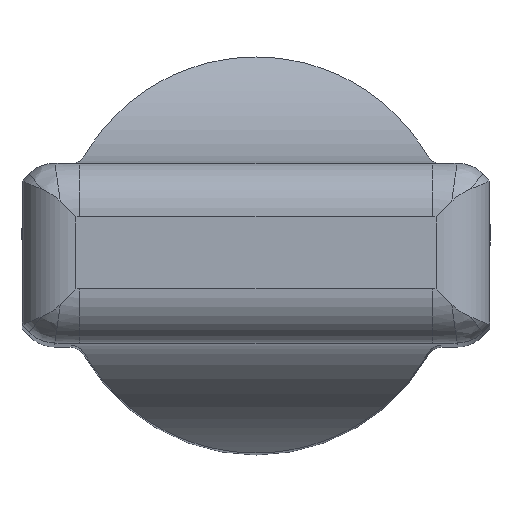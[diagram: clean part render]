
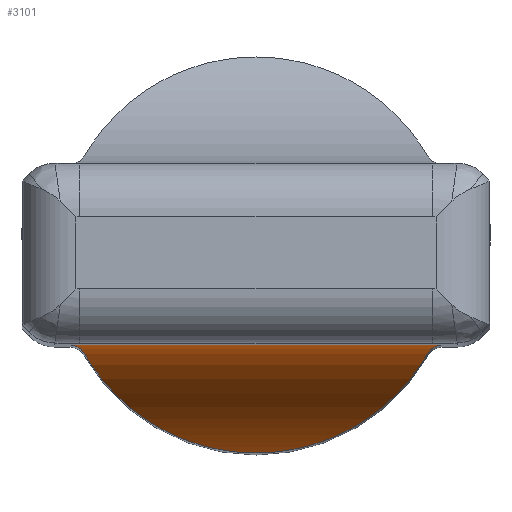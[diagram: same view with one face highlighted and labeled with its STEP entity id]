
A CAD part, top view. The second image highlights one B-rep face of the part: STEP entity #3101.
In plain terms, the highlighted cylindrical face has radius 7.5 mm (diameter 15 mm), a partial arc.
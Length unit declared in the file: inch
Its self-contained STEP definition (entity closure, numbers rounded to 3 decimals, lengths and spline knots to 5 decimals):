
#2987=CARTESIAN_POINT('Vertex',(0.18753,-0.10827,0.16062)) ;
#2991=CARTESIAN_POINT('Control Point',(0.18753,-0.10827,0.16062)) ;
#2992=CARTESIAN_POINT('Control Point',(0.18398,-0.11441,0.13743)) ;
#2993=CARTESIAN_POINT('Control Point',(0.17877,-0.12284,0.1151)) ;
#2994=CARTESIAN_POINT('Control Point',(0.17154,-0.13335,0.09411)) ;
#2995=CARTESIAN_POINT('Control Point',(0.1564,-0.15144,0.0656)) ;
#2996=CARTESIAN_POINT('Control Point',(0.13448,-0.17014,0.04296)) ;
#2997=CARTESIAN_POINT('Control Point',(0.12634,-0.17633,0.03609)) ;
#2998=CARTESIAN_POINT('Control Point',(0.10053,-0.19351,0.01836)) ;
#2999=CARTESIAN_POINT('Control Point',(0.06907,-0.20712,0.00703)) ;
#3000=CARTESIAN_POINT('Control Point',(0.04662,-0.2134,0.00235)) ;
#3001=CARTESIAN_POINT('Control Point',(0.02331,-0.21654,0.)) ;
#3002=CARTESIAN_POINT('Control Point',(0.,-0.21654,0.)) ;
#3003=CARTESIAN_POINT('Vertex',(0.,-0.21654,0.)) ;
#3007=CARTESIAN_POINT('Control Point',(-0.18753,-0.10827,0.16062)) ;
#3008=CARTESIAN_POINT('Control Point',(-0.18398,-0.11441,0.13743)) ;
#3009=CARTESIAN_POINT('Control Point',(-0.17877,-0.12284,0.1151)) ;
#3010=CARTESIAN_POINT('Control Point',(-0.17154,-0.13335,0.09411)) ;
#3011=CARTESIAN_POINT('Control Point',(-0.1564,-0.15144,0.0656)) ;
#3012=CARTESIAN_POINT('Control Point',(-0.13448,-0.17014,0.04296)) ;
#3013=CARTESIAN_POINT('Control Point',(-0.12634,-0.17633,0.03609)) ;
#3014=CARTESIAN_POINT('Control Point',(-0.10053,-0.19351,0.01836)) ;
#3015=CARTESIAN_POINT('Control Point',(-0.06907,-0.20712,0.00703)) ;
#3016=CARTESIAN_POINT('Control Point',(-0.04662,-0.2134,0.00235)) ;
#3017=CARTESIAN_POINT('Control Point',(-0.02331,-0.21654,0.)) ;
#3018=CARTESIAN_POINT('Control Point',(0.,-0.21654,0.)) ;
#3019=CARTESIAN_POINT('Vertex',(-0.18753,-0.10827,0.16062)) ;
#3050=CARTESIAN_POINT('Axis2P3D Location',(0.09644,-0.3937,0.23622)) ;
#3056=CARTESIAN_POINT('Control Point',(0.18753,-0.10827,0.16062)) ;
#3057=CARTESIAN_POINT('Control Point',(0.19039,-0.1033,0.17938)) ;
#3058=CARTESIAN_POINT('Control Point',(0.19479,-0.10006,0.19824)) ;
#3059=CARTESIAN_POINT('Control Point',(0.19967,-0.09843,0.21723)) ;
#3060=CARTESIAN_POINT('Control Point',(0.20457,-0.09843,0.23622)) ;
#3061=CARTESIAN_POINT('Vertex',(0.20457,-0.09843,0.23622)) ;
#3064=CARTESIAN_POINT('Line Origine',(0.09644,-0.09843,0.23622)) ;
#3068=CARTESIAN_POINT('Vertex',(0.19287,-0.09843,0.23622)) ;
#3071=CARTESIAN_POINT('Line Origine',(0.09644,-0.09843,0.23622)) ;
#3075=CARTESIAN_POINT('Vertex',(-0.19287,-0.09843,0.23622)) ;
#3078=CARTESIAN_POINT('Line Origine',(0.09644,-0.09843,0.23622)) ;
#3082=CARTESIAN_POINT('Vertex',(-0.20457,-0.09843,0.23622)) ;
#3086=CARTESIAN_POINT('Control Point',(-0.18753,-0.10827,0.16062)) ;
#3087=CARTESIAN_POINT('Control Point',(-0.19039,-0.1033,0.17938)) ;
#3088=CARTESIAN_POINT('Control Point',(-0.19479,-0.10006,0.19824)) ;
#3089=CARTESIAN_POINT('Control Point',(-0.19967,-0.09843,0.21723)) ;
#3090=CARTESIAN_POINT('Control Point',(-0.20457,-0.09843,0.23622)) ;
#3051=DIRECTION('Axis2P3D Direction',(-1.,0.,0.)) ;
#3052=DIRECTION('Axis2P3D XDirection',(-0.,1.,0.)) ;
#3065=DIRECTION('Vector Direction',(-1.,0.,0.)) ;
#3072=DIRECTION('Vector Direction',(-1.,0.,0.)) ;
#3079=DIRECTION('Vector Direction',(-1.,0.,0.)) ;
#3053=AXIS2_PLACEMENT_3D('Cylinder Axis2P3D',#3050,#3051,#3052) ;
#3093=ORIENTED_EDGE('',*,*,#3063,.F.) ;
#3094=ORIENTED_EDGE('',*,*,#3070,.T.) ;
#3095=ORIENTED_EDGE('',*,*,#3077,.F.) ;
#3096=ORIENTED_EDGE('',*,*,#3084,.F.) ;
#3097=ORIENTED_EDGE('',*,*,#3091,.T.) ;
#3098=ORIENTED_EDGE('',*,*,#3021,.T.) ;
#3099=ORIENTED_EDGE('',*,*,#3005,.F.) ;
#3066=VECTOR('Line Direction',#3065,0.03937) ;
#3073=VECTOR('Line Direction',#3072,0.03937) ;
#3080=VECTOR('Line Direction',#3079,0.03937) ;
#3101=ADVANCED_FACE('PartBody',(#3100),#3054,.F.) ;
#2990=B_SPLINE_CURVE_WITH_KNOTS('',5,(#2991,#2992,#2993,#2994,#2995,#2996,#2997,#2998,#2999,#3000,#3001,#3002),.UNSPECIFIED.,.F.,.U.,(6,3,3,6),(2.75528,7.11056,9.31385,13.50023),.UNSPECIFIED.) ;
#3006=B_SPLINE_CURVE_WITH_KNOTS('',5,(#3007,#3008,#3009,#3010,#3011,#3012,#3013,#3014,#3015,#3016,#3017,#3018),.UNSPECIFIED.,.F.,.U.,(6,3,3,6),(2.75528,7.11056,9.31385,13.50023),.UNSPECIFIED.) ;
#3055=B_SPLINE_CURVE_WITH_KNOTS('',4,(#3056,#3057,#3058,#3059,#3060),.UNSPECIFIED.,.F.,.U.,(5,5),(0.,2.81827),.UNSPECIFIED.) ;
#3085=B_SPLINE_CURVE_WITH_KNOTS('',4,(#3086,#3087,#3088,#3089,#3090),.UNSPECIFIED.,.F.,.U.,(5,5),(0.,2.81827),.UNSPECIFIED.) ;
#3054=CYLINDRICAL_SURFACE('generated cylinder',#3053,0.29528) ;
#3005=EDGE_CURVE('',#2988,#3004,#2990,.T.) ;
#3021=EDGE_CURVE('',#3020,#3004,#3006,.T.) ;
#3063=EDGE_CURVE('',#3062,#2988,#3055,.F.) ;
#3070=EDGE_CURVE('',#3062,#3069,#3067,.T.) ;
#3077=EDGE_CURVE('',#3076,#3069,#3074,.F.) ;
#3084=EDGE_CURVE('',#3083,#3076,#3081,.F.) ;
#3091=EDGE_CURVE('',#3083,#3020,#3085,.F.) ;
#3092=EDGE_LOOP('',(#3093,#3094,#3095,#3096,#3097,#3098,#3099)) ;
#3100=FACE_OUTER_BOUND('',#3092,.T.) ;
#3067=LINE('Line',#3064,#3066) ;
#3074=LINE('Line',#3071,#3073) ;
#3081=LINE('Line',#3078,#3080) ;
#2988=VERTEX_POINT('',#2987) ;
#3004=VERTEX_POINT('',#3003) ;
#3020=VERTEX_POINT('',#3019) ;
#3062=VERTEX_POINT('',#3061) ;
#3069=VERTEX_POINT('',#3068) ;
#3076=VERTEX_POINT('',#3075) ;
#3083=VERTEX_POINT('',#3082) ;
